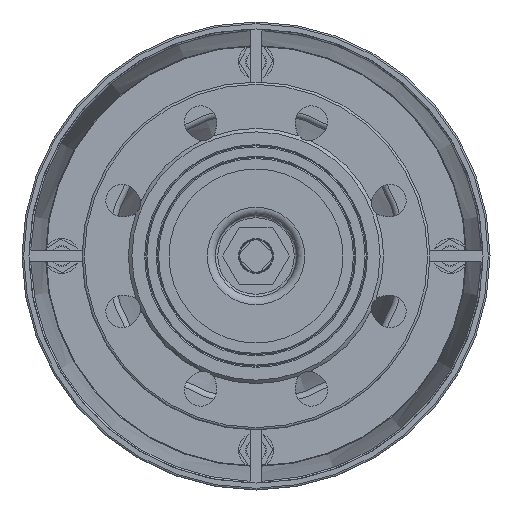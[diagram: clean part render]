
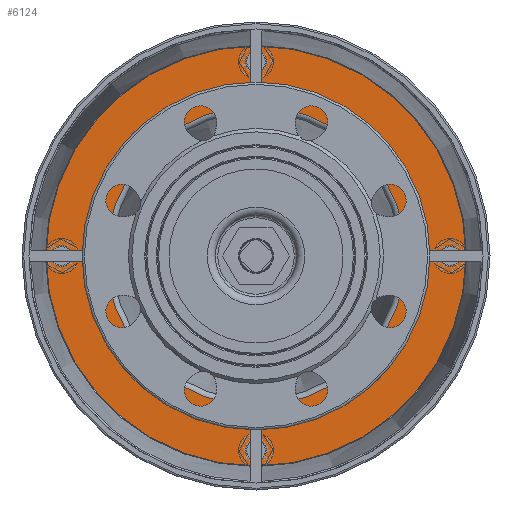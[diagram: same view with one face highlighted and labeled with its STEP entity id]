
A CAD part, front view. The second image highlights one B-rep face of the part: STEP entity #6124.
In plain terms, the highlighted planar face has unit normal (0, 1, 0).
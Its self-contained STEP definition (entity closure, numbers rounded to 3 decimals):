
#243 = EDGE_LOOP ( 'NONE', ( #6833 ) ) ;
#297 = VERTEX_POINT ( 'NONE', #4782 ) ;
#862 = CARTESIAN_POINT ( 'NONE',  ( 0., 313., -181. ) ) ;
#933 = CARTESIAN_POINT ( 'NONE',  ( -129.062, 313., 0. ) ) ;
#980 = CARTESIAN_POINT ( 'NONE',  ( -167.5, 313., 9. ) ) ;
#1291 = EDGE_LOOP ( 'NONE', ( #8524 ) ) ;
#1396 = CARTESIAN_POINT ( 'NONE',  ( 0., 313., -167.5 ) ) ;
#2121 = AXIS2_PLACEMENT_3D ( 'NONE', #3870, #12684, #5156 ) ;
#2197 = DIRECTION ( 'NONE',  ( 0., 0., -1. ) ) ;
#2248 = AXIS2_PLACEMENT_3D ( 'NONE', #1396, #10192, #2645 ) ;
#2320 = CIRCLE ( 'NONE', #2121, 9. ) ;
#2442 = FACE_BOUND ( 'NONE', #243, .T. ) ;
#2527 = CARTESIAN_POINT ( 'NONE',  ( 0., 313., 167.5 ) ) ;
#2645 = DIRECTION ( 'NONE',  ( 0., 0., 1. ) ) ;
#3221 = CARTESIAN_POINT ( 'NONE',  ( -167.5, 313., 0. ) ) ;
#3509 = AXIS2_PLACEMENT_3D ( 'NONE', #2527, #11340, #3789 ) ;
#3784 = DIRECTION ( 'NONE',  ( 0., -1., 0. ) ) ;
#3789 = DIRECTION ( 'NONE',  ( 0., 0., 1. ) ) ;
#3870 = CARTESIAN_POINT ( 'NONE',  ( 167.5, 313., 0. ) ) ;
#3894 = EDGE_LOOP ( 'NONE', ( #5299 ) ) ;
#4060 = VERTEX_POINT ( 'NONE', #980 ) ;
#4453 = VERTEX_POINT ( 'NONE', #5979 ) ;
#4516 = DIRECTION ( 'NONE',  ( 0., 0., 1. ) ) ;
#4782 = CARTESIAN_POINT ( 'NONE',  ( 0., 313., -129.062 ) ) ;
#5156 = DIRECTION ( 'NONE',  ( 0., 0., 1. ) ) ;
#5299 = ORIENTED_EDGE ( 'NONE', *, *, #15747, .F. ) ;
#5773 = FACE_BOUND ( 'NONE', #14003, .T. ) ;
#5832 = AXIS2_PLACEMENT_3D ( 'NONE', #3221, #12055, #4516 ) ;
#5867 = CARTESIAN_POINT ( 'NONE',  ( 0., 313., 176.5 ) ) ;
#5979 = CARTESIAN_POINT ( 'NONE',  ( 0., 313., -158.5 ) ) ;
#6044 = DIRECTION ( 'NONE',  ( 0., -1., 0. ) ) ;
#6124 = ADVANCED_FACE ( 'NONE', ( #2442, #12098, #9134, #8731, #15436, #5773 ), #12222, .F. ) ;
#6442 = CIRCLE ( 'NONE', #3509, 9. ) ;
#6498 = ORIENTED_EDGE ( 'NONE', *, *, #14924, .F. ) ;
#6833 = ORIENTED_EDGE ( 'NONE', *, *, #13853, .F. ) ;
#7155 = EDGE_LOOP ( 'NONE', ( #6498 ) ) ;
#7198 = CARTESIAN_POINT ( 'NONE',  ( 167.5, 313., 9. ) ) ;
#7962 = AXIS2_PLACEMENT_3D ( 'NONE', #13586, #6044, #14857 ) ;
#8049 = CIRCLE ( 'NONE', #5832, 9. ) ;
#8524 = ORIENTED_EDGE ( 'NONE', *, *, #14249, .F. ) ;
#8587 = VERTEX_POINT ( 'NONE', #7198 ) ;
#8731 = FACE_BOUND ( 'NONE', #13872, .T. ) ;
#9134 = FACE_BOUND ( 'NONE', #3894, .T. ) ;
#9377 = VERTEX_POINT ( 'NONE', #862 ) ;
#9666 = ORIENTED_EDGE ( 'NONE', *, *, #16196, .T. ) ;
#9728 = DIRECTION ( 'NONE',  ( 0., -1., 0. ) ) ;
#9771 = VERTEX_POINT ( 'NONE', #5867 ) ;
#10100 = ORIENTED_EDGE ( 'NONE', *, *, #15972, .F. ) ;
#10192 = DIRECTION ( 'NONE',  ( 0., 1., 0. ) ) ;
#10339 = AXIS2_PLACEMENT_3D ( 'NONE', #11334, #3784, #12612 ) ;
#10352 = CIRCLE ( 'NONE', #7962, 181. ) ;
#11334 = CARTESIAN_POINT ( 'NONE',  ( 0., 313., 0. ) ) ;
#11340 = DIRECTION ( 'NONE',  ( 0., 1., 0. ) ) ;
#12055 = DIRECTION ( 'NONE',  ( 0., 1., 0. ) ) ;
#12098 = FACE_BOUND ( 'NONE', #7155, .T. ) ;
#12222 = PLANE ( 'NONE',  #15960 ) ;
#12612 = DIRECTION ( 'NONE',  ( 0., 0., -1. ) ) ;
#12684 = DIRECTION ( 'NONE',  ( 0., 1., 0. ) ) ;
#13586 = CARTESIAN_POINT ( 'NONE',  ( 0., 313., 0. ) ) ;
#13853 = EDGE_CURVE ( 'NONE', #9771, #9771, #6442, .T. ) ;
#13872 = EDGE_LOOP ( 'NONE', ( #10100 ) ) ;
#14003 = EDGE_LOOP ( 'NONE', ( #9666 ) ) ;
#14249 = EDGE_CURVE ( 'NONE', #9377, #9377, #10352, .T. ) ;
#14708 = CIRCLE ( 'NONE', #2248, 9. ) ;
#14857 = DIRECTION ( 'NONE',  ( 0., 0., -1. ) ) ;
#14924 = EDGE_CURVE ( 'NONE', #8587, #8587, #2320, .T. ) ;
#15436 = FACE_OUTER_BOUND ( 'NONE', #1291, .T. ) ;
#15514 = CIRCLE ( 'NONE', #10339, 129.062 ) ;
#15747 = EDGE_CURVE ( 'NONE', #4453, #4453, #14708, .T. ) ;
#15960 = AXIS2_PLACEMENT_3D ( 'NONE', #933, #9728, #2197 ) ;
#15972 = EDGE_CURVE ( 'NONE', #4060, #4060, #8049, .T. ) ;
#16196 = EDGE_CURVE ( 'NONE', #297, #297, #15514, .T. ) ;
